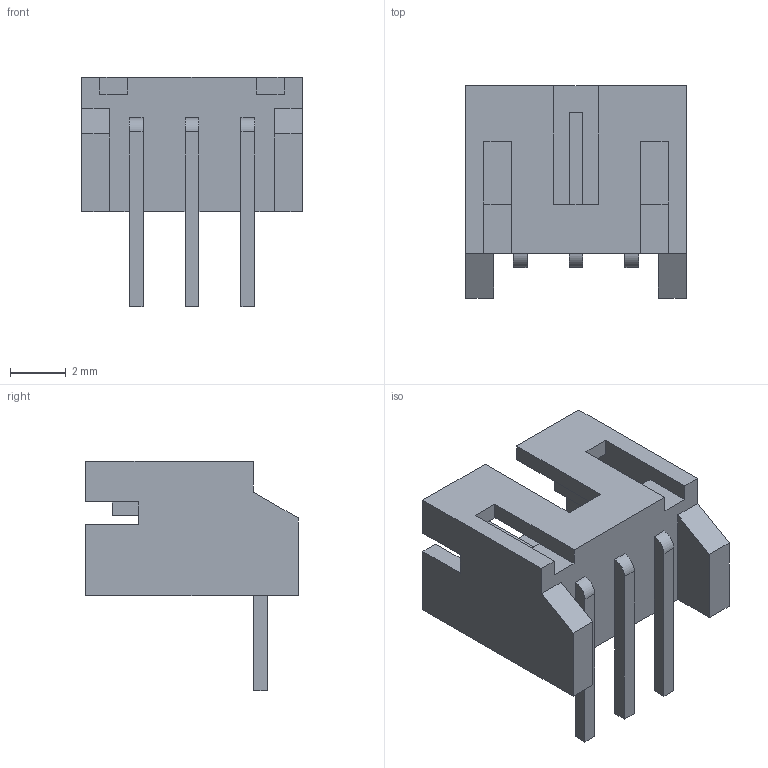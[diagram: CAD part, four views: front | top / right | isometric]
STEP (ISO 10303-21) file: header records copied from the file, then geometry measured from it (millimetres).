
FILE_DESCRIPTION(('FreeCAD Model'),'2;1');
FILE_NAME('S3B-PH-K-S.step','2019-10-17T16:00:55',( 'kicad StepUp'),('ksu MCAD'),'Open CASCADE STEP processor 7.3', 'FreeCAD','Unknown');
FILE_SCHEMA(('AUTOMOTIVE_DESIGN { 1 0 10303 214 1 1 1 1 }'));
Length unit declared in the file: millimetre
Products named in the file (1): S3B-PH-K-S
Bounding box: 7.9 x 7.6 x 8.2 mm (x, y, z)
Volume: 130.2 mm3; surface area: 389.4 mm2
Topology: 1 solids, 1 shells, 69 faces, 196 edges, 128 vertices
Faces by surface type: plane 66, cylinder 3
Entity records: 2696 total; most frequent: CARTESIAN_POINT 394, ORIENTED_EDGE 392, DIRECTION 342, EDGE_CURVE 196, LINE 190, VECTOR 190, VERTEX_POINT 128, AXIS2_PLACEMENT_3D 76
